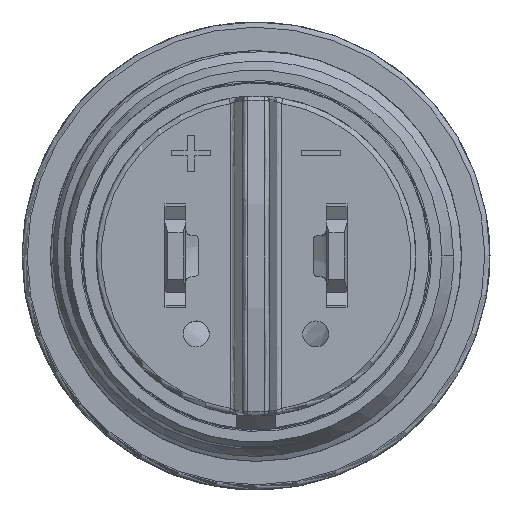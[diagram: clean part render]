
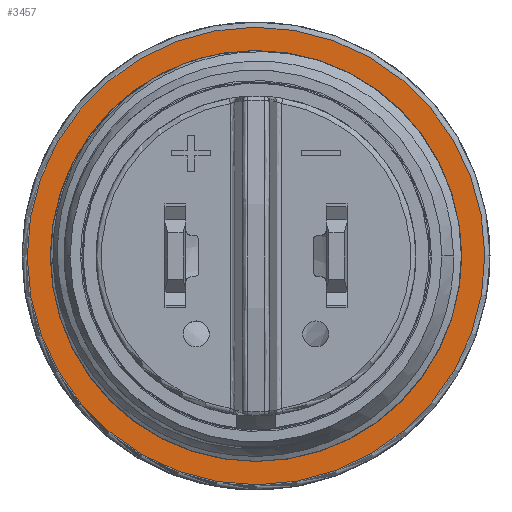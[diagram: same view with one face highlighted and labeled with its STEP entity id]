
A CAD part, front view. The second image highlights one B-rep face of the part: STEP entity #3457.
In plain terms, the highlighted planar face has unit normal (0, -1, 0).
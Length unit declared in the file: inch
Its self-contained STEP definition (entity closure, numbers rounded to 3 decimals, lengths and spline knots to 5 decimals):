
#43=FACE_BOUND('',#1262,.T.);
#66=PLANE('',#3640);
#1055=FACE_OUTER_BOUND('',#1261,.T.);
#1261=EDGE_LOOP('',(#2681));
#1262=EDGE_LOOP('',(#2682));
#1419=CIRCLE('',#3629,0.29528);
#1428=CIRCLE('',#3639,0.34646);
#1575=VERTEX_POINT('',#19238);
#1584=VERTEX_POINT('',#19449);
#1963=EDGE_CURVE('',#1575,#1575,#1419,.T.);
#1975=EDGE_CURVE('',#1584,#1584,#1428,.T.);
#2681=ORIENTED_EDGE('',*,*,#1975,.T.);
#2682=ORIENTED_EDGE('',*,*,#1963,.T.);
#3457=ADVANCED_FACE('',(#1055,#43),#66,.F.);
#3629=AXIS2_PLACEMENT_3D('',#19239,#3853,#3854);
#3639=AXIS2_PLACEMENT_3D('',#19451,#3875,#3876);
#3640=AXIS2_PLACEMENT_3D('',#21029,#3883,#3884);
#3853=DIRECTION('center_axis',(0.,1.,0.));
#3854=DIRECTION('ref_axis',(1.,0.,0.));
#3875=DIRECTION('center_axis',(0.,-1.,0.));
#3876=DIRECTION('ref_axis',(-1.,0.,0.));
#3883=DIRECTION('center_axis',(0.,1.,0.));
#3884=DIRECTION('ref_axis',(0.,0.,
1.));
#19238=CARTESIAN_POINT('',(-0.29526,0.82677,0.00303));
#19239=CARTESIAN_POINT('Origin',(0.,0.82677,
0.));
#19449=CARTESIAN_POINT('',(0.34645,0.82677,0.00213));
#19451=CARTESIAN_POINT('Origin',(0.,0.82677,
0.));
#21029=CARTESIAN_POINT('Origin',(0.,0.82677,
0.36031));
